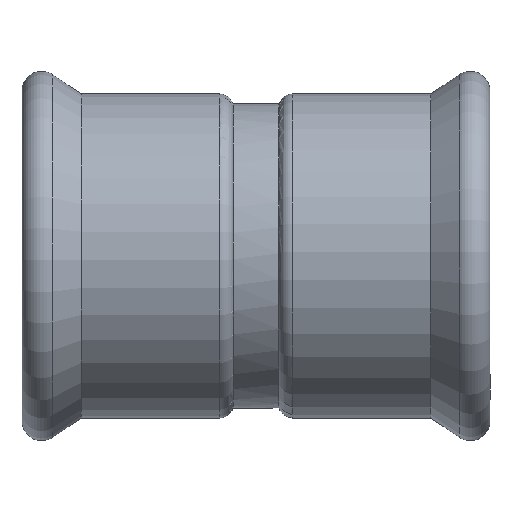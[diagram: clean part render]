
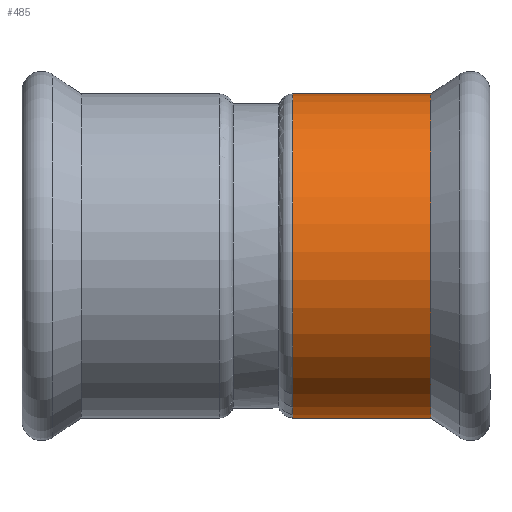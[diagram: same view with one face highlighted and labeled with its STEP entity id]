
A CAD part, front view. The second image highlights one B-rep face of the part: STEP entity #485.
In plain terms, the highlighted cylindrical face has radius 28.75 mm (diameter 57.5 mm), a full revolution.
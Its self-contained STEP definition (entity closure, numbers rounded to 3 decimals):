
#53=FACE_OUTER_BOUND('',#87,.T.);
#87=EDGE_LOOP('',(#339,#340,#341,#342));
#116=LINE('',#843,#132);
#132=VECTOR('',#674,28.75);
#156=CIRCLE('',#554,28.75);
#157=CIRCLE('',#556,28.75);
#204=VERTEX_POINT('',#838);
#205=VERTEX_POINT('',#842);
#252=EDGE_CURVE('',#204,#204,#156,.T.);
#253=EDGE_CURVE('',#204,#205,#116,.T.);
#254=EDGE_CURVE('',#205,#205,#157,.T.);
#339=ORIENTED_EDGE('',*,*,#252,.F.);
#340=ORIENTED_EDGE('',*,*,#253,.T.);
#341=ORIENTED_EDGE('',*,*,#254,.T.);
#342=ORIENTED_EDGE('',*,*,#253,.F.);
#435=CYLINDRICAL_SURFACE('',#555,28.75);
#485=ADVANCED_FACE('',(#53),#435,.T.);
#554=AXIS2_PLACEMENT_3D('',#840,#670,#671);
#555=AXIS2_PLACEMENT_3D('',#841,#672,#673);
#556=AXIS2_PLACEMENT_3D('',#844,#675,#676);
#670=DIRECTION('center_axis',(1.,0.,0.));
#671=DIRECTION('ref_axis',(0.,-1.,0.));
#672=DIRECTION('center_axis',(1.,0.,0.));
#673=DIRECTION('ref_axis',(0.,0.878,0.479));
#674=DIRECTION('',(-1.,0.,0.));
#675=DIRECTION('center_axis',(1.,0.,0.));
#676=DIRECTION('ref_axis',(0.,-1.,0.));
#838=CARTESIAN_POINT('',(31.,-25.23,-13.783));
#840=CARTESIAN_POINT('Origin',(31.,0.,0.));
#841=CARTESIAN_POINT('Origin',(4.725,0.,0.));
#842=CARTESIAN_POINT('',(6.5,-25.23,-13.783));
#843=CARTESIAN_POINT('',(4.725,-25.23,-13.783));
#844=CARTESIAN_POINT('Origin',(6.5,0.,0.));
